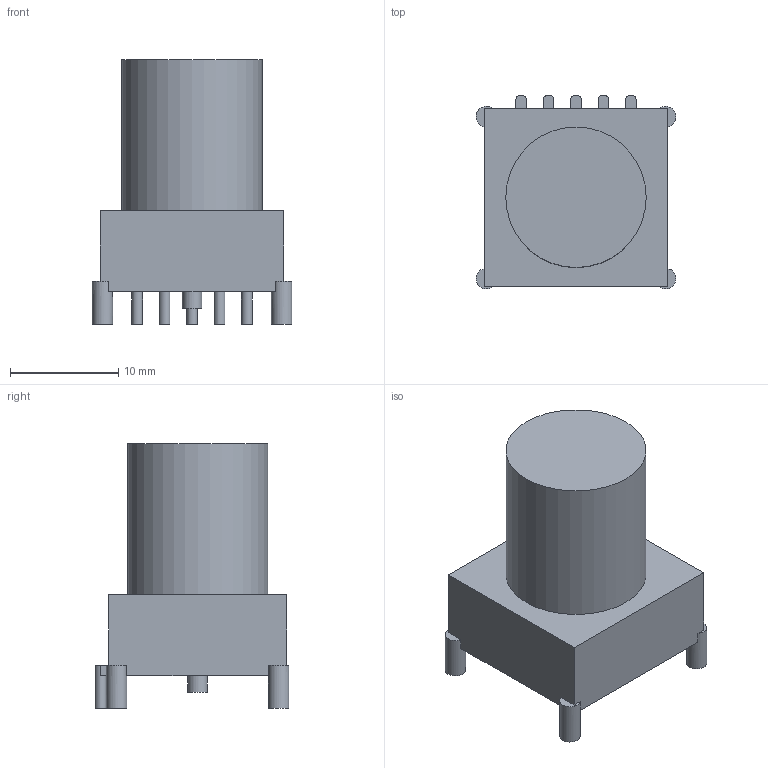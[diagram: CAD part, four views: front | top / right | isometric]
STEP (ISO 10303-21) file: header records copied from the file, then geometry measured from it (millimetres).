
FILE_DESCRIPTION(/* description */ ('Unknown'),/* implementation_level */ '2;1');
FILE_NAME(/* name */ 'encoder',/* time_stamp */ '2021-02-25T17:19:16+01:00',/* author */ ('Unknown'),/* organization */ ('Unknown'),/* preprocessor_version */ 'ST-DEVELOPER v16.7',/* originating_system */ 'DEX',/* authorisation */ $);
FILE_SCHEMA (('AUTOMOTIVE_DESIGN {1 0 10303 214 3 1 1}'));
Length unit declared in the file: millimetre
Products named in the file (1): encoder
Bounding box: 18.5 x 17.95 x 24.5 mm (x, y, z)
Volume: 4022 mm3; surface area: 1797.4 mm2
Topology: 1 solids, 1 shells, 47 faces, 124 edges, 81 vertices
Faces by surface type: plane 36, cylinder 11
Full cylindrical faces by diameter (mm): 1 x5, 1.8 x1, 1.9 x4, 13 x1
Entity records: 1388 total; most frequent: DIRECTION 236, CARTESIAN_POINT 234, ORIENTED_EDGE 218, EDGE_CURVE 109, AXIS2_PLACEMENT_3D 79, LINE 78, VECTOR 78, VERTEX_POINT 77
